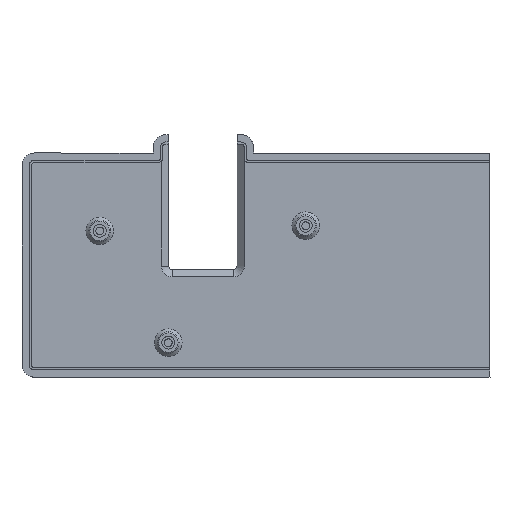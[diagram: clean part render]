
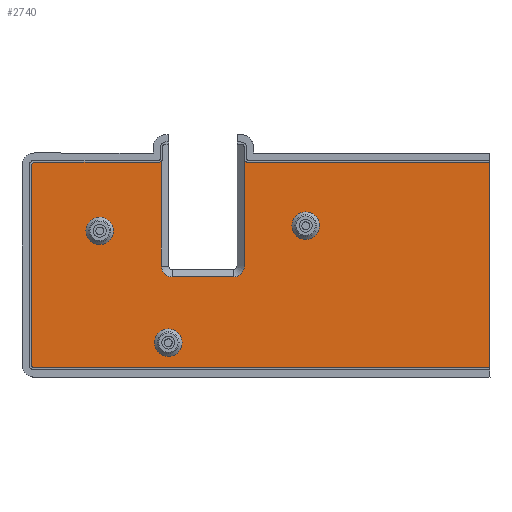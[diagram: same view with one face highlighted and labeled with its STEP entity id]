
A CAD part, top view. The second image highlights one B-rep face of the part: STEP entity #2740.
In plain terms, the highlighted planar face has unit normal (0, 0, 1).
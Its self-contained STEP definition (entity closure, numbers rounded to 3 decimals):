
#238=CIRCLE('',#2952,1.1);
#239=CIRCLE('',#2953,3.);
#240=CIRCLE('',#2954,3.);
#241=CIRCLE('',#2955,1.1);
#242=CIRCLE('',#2956,0.9);
#243=CIRCLE('',#2957,0.9);
#244=CIRCLE('',#2958,3.8);
#245=CIRCLE('',#2959,3.8);
#246=CIRCLE('',#2960,3.8);
#283=FACE_BOUND('',#485,.T.);
#284=FACE_BOUND('',#486,.T.);
#285=FACE_BOUND('',#487,.T.);
#314=FACE_OUTER_BOUND('',#484,.T.);
#484=EDGE_LOOP('',(#2017,#2018,#2019,#2020,#2021,#2022,#2023,#2024,#2025,
#2026,#2027,#2028,#2029,#2030));
#485=EDGE_LOOP('',(#2031));
#486=EDGE_LOOP('',(#2032));
#487=EDGE_LOOP('',(#2033));
#657=LINE('',#3772,#901);
#727=LINE('',#4199,#971);
#728=LINE('',#4204,#972);
#729=LINE('',#4208,#973);
#730=LINE('',#4212,#974);
#731=LINE('',#4216,#975);
#732=LINE('',#4220,#976);
#733=LINE('',#4223,#977);
#901=VECTOR('',#3125,10.);
#971=VECTOR('',#3295,10.);
#972=VECTOR('',#3300,10.);
#973=VECTOR('',#3303,10.);
#974=VECTOR('',#3306,10.);
#975=VECTOR('',#3309,10.);
#976=VECTOR('',#3312,10.);
#977=VECTOR('',#3315,10.);
#1141=VERTEX_POINT('',#3769);
#1142=VERTEX_POINT('',#3771);
#1269=VERTEX_POINT('',#4197);
#1270=VERTEX_POINT('',#4201);
#1271=VERTEX_POINT('',#4203);
#1272=VERTEX_POINT('',#4205);
#1273=VERTEX_POINT('',#4207);
#1274=VERTEX_POINT('',#4209);
#1275=VERTEX_POINT('',#4211);
#1276=VERTEX_POINT('',#4213);
#1277=VERTEX_POINT('',#4215);
#1278=VERTEX_POINT('',#4217);
#1279=VERTEX_POINT('',#4219);
#1280=VERTEX_POINT('',#4221);
#1281=VERTEX_POINT('',#4224);
#1282=VERTEX_POINT('',#4226);
#1283=VERTEX_POINT('',#4228);
#1419=EDGE_CURVE('',#1142,#1141,#657,.T.);
#1560=EDGE_CURVE('',#1141,#1269,#727,.F.);
#1561=EDGE_CURVE('',#1269,#1270,#238,.F.);
#1562=EDGE_CURVE('',#1271,#1270,#728,.T.);
#1563=EDGE_CURVE('',#1272,#1271,#239,.T.);
#1564=EDGE_CURVE('',#1273,#1272,#729,.T.);
#1565=EDGE_CURVE('',#1274,#1273,#240,.T.);
#1566=EDGE_CURVE('',#1275,#1274,#730,.T.);
#1567=EDGE_CURVE('',#1275,#1276,#241,.F.);
#1568=EDGE_CURVE('',#1276,#1277,#731,.F.);
#1569=EDGE_CURVE('',#1277,#1278,#242,.F.);
#1570=EDGE_CURVE('',#1278,#1279,#732,.F.);
#1571=EDGE_CURVE('',#1279,#1280,#243,.F.);
#1572=EDGE_CURVE('',#1280,#1142,#733,.F.);
#1573=EDGE_CURVE('',#1281,#1281,#244,.T.);
#1574=EDGE_CURVE('',#1282,#1282,#245,.T.);
#1575=EDGE_CURVE('',#1283,#1283,#246,.T.);
#2017=ORIENTED_EDGE('',*,*,#1419,.T.);
#2018=ORIENTED_EDGE('',*,*,#1560,.T.);
#2019=ORIENTED_EDGE('',*,*,#1561,.T.);
#2020=ORIENTED_EDGE('',*,*,#1562,.F.);
#2021=ORIENTED_EDGE('',*,*,#1563,.F.);
#2022=ORIENTED_EDGE('',*,*,#1564,.F.);
#2023=ORIENTED_EDGE('',*,*,#1565,.F.);
#2024=ORIENTED_EDGE('',*,*,#1566,.F.);
#2025=ORIENTED_EDGE('',*,*,#1567,.T.);
#2026=ORIENTED_EDGE('',*,*,#1568,.T.);
#2027=ORIENTED_EDGE('',*,*,#1569,.T.);
#2028=ORIENTED_EDGE('',*,*,#1570,.T.);
#2029=ORIENTED_EDGE('',*,*,#1571,.T.);
#2030=ORIENTED_EDGE('',*,*,#1572,.T.);
#2031=ORIENTED_EDGE('',*,*,#1573,.F.);
#2032=ORIENTED_EDGE('',*,*,#1574,.F.);
#2033=ORIENTED_EDGE('',*,*,#1575,.F.);
#2664=PLANE('',#2951);
#2740=ADVANCED_FACE('',(#314,#283,#284,#285),#2664,.T.);
#2951=AXIS2_PLACEMENT_3D('',#4200,#3296,#3297);
#2952=AXIS2_PLACEMENT_3D('',#4202,#3298,#3299);
#2953=AXIS2_PLACEMENT_3D('',#4206,#3301,#3302);
#2954=AXIS2_PLACEMENT_3D('',#4210,#3304,#3305);
#2955=AXIS2_PLACEMENT_3D('',#4214,#3307,#3308);
#2956=AXIS2_PLACEMENT_3D('',#4218,#3310,#3311);
#2957=AXIS2_PLACEMENT_3D('',#4222,#3313,#3314);
#2958=AXIS2_PLACEMENT_3D('',#4225,#3316,#3317);
#2959=AXIS2_PLACEMENT_3D('',#4227,#3318,#3319);
#2960=AXIS2_PLACEMENT_3D('',#4229,#3320,#3321);
#3125=DIRECTION('',(-0.001,1.,0.));
#3295=DIRECTION('',(1.,0.,0.));
#3296=DIRECTION('center_axis',(0.,0.,1.));
#3297=DIRECTION('ref_axis',(1.,0.,0.));
#3298=DIRECTION('center_axis',(0.,0.,1.));
#3299=DIRECTION('ref_axis',(-1.,0.,0.));
#3300=DIRECTION('',(0.,1.,0.));
#3301=DIRECTION('center_axis',(0.,0.,1.));
#3302=DIRECTION('ref_axis',(0.,-1.,0.));
#3303=DIRECTION('',(1.,0.,0.));
#3304=DIRECTION('center_axis',(0.,0.,1.));
#3305=DIRECTION('ref_axis',(-1.,0.,0.));
#3306=DIRECTION('',(0.,-1.,0.));
#3307=DIRECTION('center_axis',(0.,0.,1.));
#3308=DIRECTION('ref_axis',(0.,-1.,0.));
#3309=DIRECTION('',(1.,0.,0.));
#3310=DIRECTION('center_axis',(0.,0.,-1.));
#3311=DIRECTION('ref_axis',(0.,1.,0.));
#3312=DIRECTION('',(0.,1.,0.));
#3313=DIRECTION('center_axis',(0.,0.,-1.));
#3314=DIRECTION('ref_axis',(-1.,0.,0.));
#3315=DIRECTION('',(-1.,0.,0.));
#3316=DIRECTION('center_axis',(0.,0.,1.));
#3317=DIRECTION('ref_axis',(1.,0.,0.));
#3318=DIRECTION('center_axis',(0.,0.,1.));
#3319=DIRECTION('ref_axis',(1.,0.,0.));
#3320=DIRECTION('center_axis',(0.,0.,1.));
#3321=DIRECTION('ref_axis',(1.,0.,0.));
#3769=CARTESIAN_POINT('',(119.599,52.75,6.));
#3771=CARTESIAN_POINT('',(119.63,-4.2,6.));
#3772=CARTESIAN_POINT('',(119.614,26.815,6.));
#4197=CARTESIAN_POINT('',(52.59,52.75,6.));
#4199=CARTESIAN_POINT('',(86.198,52.75,6.));
#4200=CARTESIAN_POINT('Origin',(119.805,26.815,6.));
#4201=CARTESIAN_POINT('',(51.5,53.702,6.));
#4202=CARTESIAN_POINT('Origin',(52.59,53.85,6.));
#4203=CARTESIAN_POINT('',(51.5,24.,6.));
#4204=CARTESIAN_POINT('',(51.5,25.408,6.));
#4205=CARTESIAN_POINT('',(48.5,21.,6.));
#4206=CARTESIAN_POINT('Origin',(48.5,24.,6.));
#4207=CARTESIAN_POINT('',(31.548,21.,6.));
#4208=CARTESIAN_POINT('',(75.677,21.,6.));
#4209=CARTESIAN_POINT('',(28.548,24.,6.));
#4210=CARTESIAN_POINT('Origin',(31.548,24.,6.));
#4211=CARTESIAN_POINT('',(28.548,53.104,6.));
#4212=CARTESIAN_POINT('',(28.548,43.122,6.));
#4213=CARTESIAN_POINT('',(27.74,52.75,6.));
#4214=CARTESIAN_POINT('Origin',(27.74,53.85,6.));
#4215=CARTESIAN_POINT('',(-6.62,52.76,6.));
#4216=CARTESIAN_POINT('',(56.596,52.742,6.));
#4217=CARTESIAN_POINT('',(-7.52,51.86,6.));
#4218=CARTESIAN_POINT('Origin',(-6.62,51.86,6.));
#4219=CARTESIAN_POINT('',(-7.52,-3.3,6.));
#4220=CARTESIAN_POINT('',(-7.52,11.758,6.));
#4221=CARTESIAN_POINT('',(-6.629,-4.2,6.));
#4222=CARTESIAN_POINT('Origin',(-6.62,-3.3,6.));
#4223=CARTESIAN_POINT('',(183.017,-4.2,6.));
#4224=CARTESIAN_POINT('',(26.65,2.8,6.));
#4225=CARTESIAN_POINT('Origin',(30.45,2.8,6.));
#4226=CARTESIAN_POINT('',(7.62,33.78,6.));
#4227=CARTESIAN_POINT('Origin',(11.42,33.78,6.));
#4228=CARTESIAN_POINT('',(64.726,35.224,6.));
#4229=CARTESIAN_POINT('Origin',(68.526,35.224,6.));
